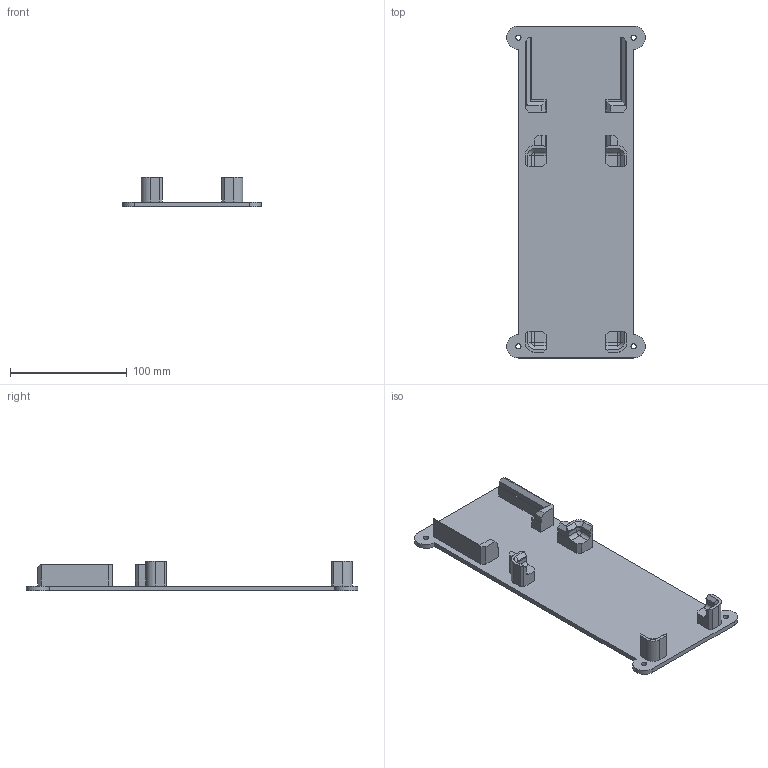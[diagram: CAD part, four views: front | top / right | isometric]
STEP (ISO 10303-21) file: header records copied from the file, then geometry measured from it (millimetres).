
FILE_DESCRIPTION(('FreeCAD Model'),'2;1');
FILE_NAME('Open CASCADE Shape Model','2025-03-18T21:44:06',(''),(''), 'Open CASCADE STEP processor 7.6','FreeCAD','Unknown');
FILE_SCHEMA(('AUTOMOTIVE_DESIGN { 1 0 10303 214 1 1 1 1 }'));
Length unit declared in the file: millimetre
Products named in the file (1): Holder
Bounding box: 118.63 x 284.17 x 25.23 mm (x, y, z)
Volume: 149880.1 mm3; surface area: 71915.9 mm2
Topology: 1 solids, 1 shells, 148 faces, 390 edges, 246 vertices
Faces by surface type: plane 104, cylinder 25, extrusion 7, cone 4, sphere 4, revolution 3, bspline 1
Full cylindrical faces by diameter (mm): 4.5 x4
Entity records: 9786 total; most frequent: CARTESIAN_POINT 2004, DIRECTION 1447, VECTOR 1049, LINE 1042, ORIENTED_EDGE 772, PCURVE 772, DEFINITIONAL_REPRESENTATION 772, EDGE_CURVE 386
